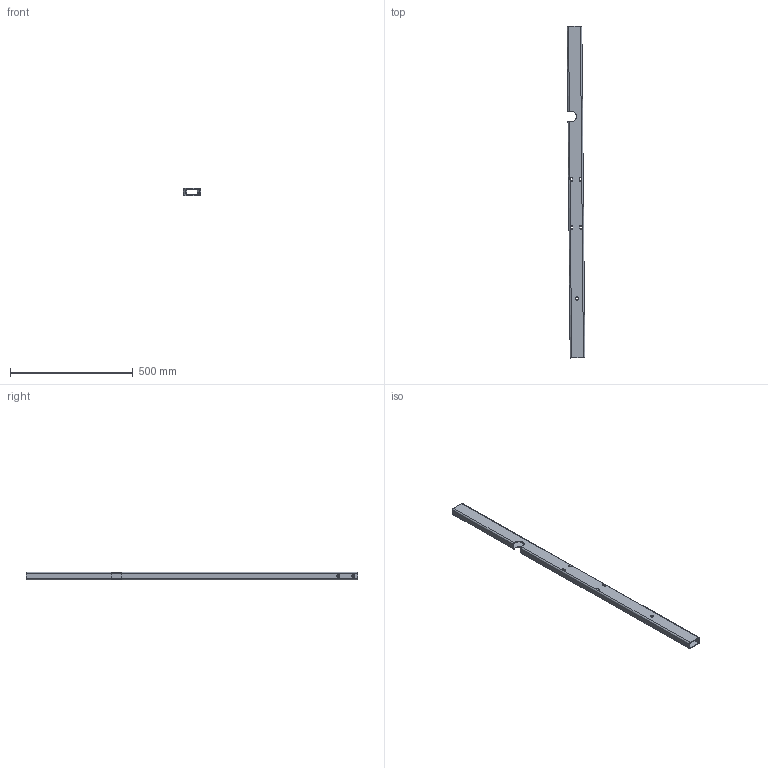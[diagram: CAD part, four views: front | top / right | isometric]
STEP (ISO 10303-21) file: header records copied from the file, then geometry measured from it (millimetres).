
FILE_DESCRIPTION (( 'STEP AP214' ), '1' );
FILE_NAME ('Kitchen 30x60.01.01.002.step', '2020-08-27T11:45:14', ( 'DM' ), ( '' ), 'SwSTEP 2.0', 'SolidWorks 2020', '' );
FILE_SCHEMA (( 'AUTOMOTIVE_DESIGN' ));
Length unit declared in the file: millimetre
Products named in the file (1): Kitchen 30x60.01.01.002
Bounding box: 72.48 x 1352.5 x 30 mm (x, y, z)
Volume: 633663.2 mm3; surface area: 426354.7 mm2
Topology: 1 solids, 1 shells, 106 faces, 354 edges, 228 vertices
Faces by surface type: cylinder 60, cone 24, plane 22
Entity records: 4228 total; most frequent: CARTESIAN_POINT 943, ORIENTED_EDGE 708, DIRECTION 700, EDGE_CURVE 354, AXIS2_PLACEMENT_3D 265, VERTEX_POINT 228, LINE 170, VECTOR 170
